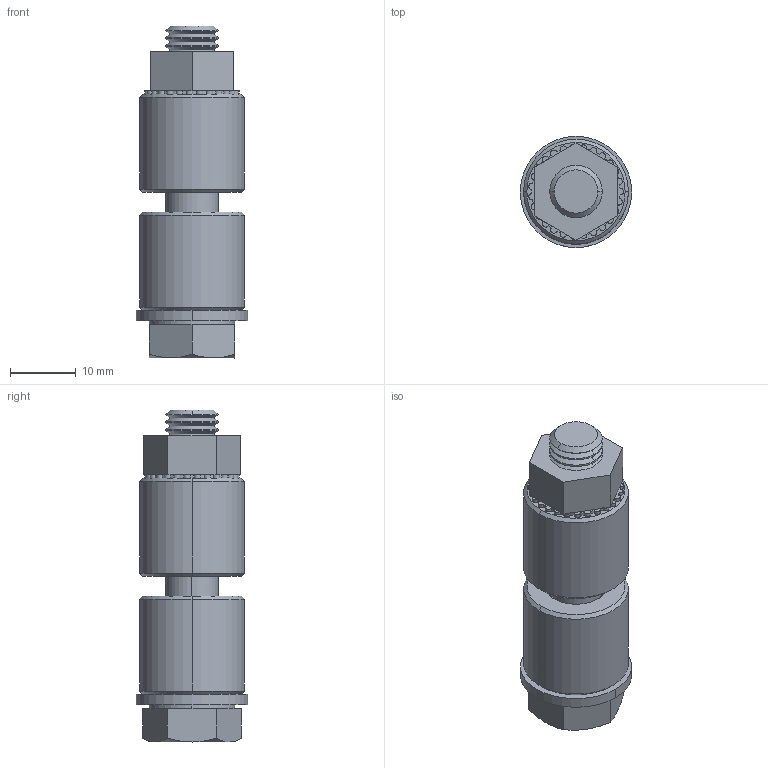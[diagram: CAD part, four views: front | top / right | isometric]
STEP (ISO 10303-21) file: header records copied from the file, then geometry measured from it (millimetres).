
FILE_DESCRIPTION (( 'STEP AP203' ), '1' );
FILE_NAME ('T84080.STEP', '2018-09-17T16:23:28', ( '' ), ( '' ), 'SwSTEP 2.0', 'SolidWorks 2016', '' );
FILE_SCHEMA (( 'CONFIG_CONTROL_DESIGN' ));
Length unit declared in the file: millimetre
Products named in the file (5): Hex Bolt_ISO 4016 - M8 x 45 x 22-WS; F936; T84080; TH1321; A Washer_Bright washer BS 4320 - M8 (Form A)
Assembly tree (5 placements, depth 2):
  T84080
    TH1321  x2
    F936
    A Washer_Bright washer BS 4320 - M8 (Form A)
    Hex Bolt_ISO 4016 - M8 x 45 x 22-WS
Bounding box: 17 x 17 x 50.67 mm (x, y, z)
Volume: 8101.1 mm3; surface area: 5856.1 mm2
Topology: 5 solids, 5 shells, 270 faces, 685 edges, 426 vertices
Faces by surface type: cylinder 121, cone 96, plane 53
Entity records: 8486 total; most frequent: DIRECTION 1559, CARTESIAN_POINT 1399, ORIENTED_EDGE 1314, EDGE_CURVE 657, AXIS2_PLACEMENT_3D 650, VERTEX_POINT 410, CIRCLE 386, EDGE_LOOP 263
